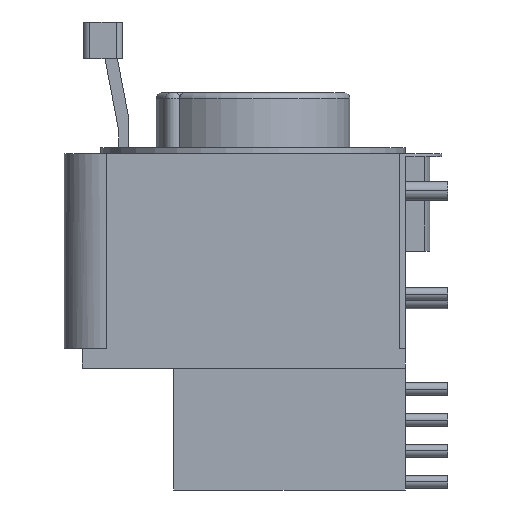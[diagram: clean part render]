
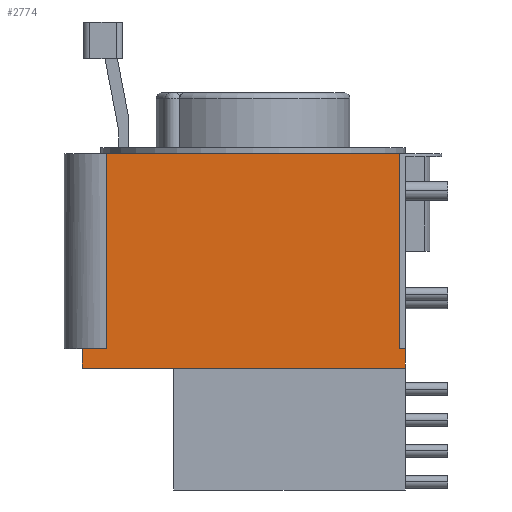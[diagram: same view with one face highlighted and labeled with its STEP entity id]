
A CAD part, left-side view. The second image highlights one B-rep face of the part: STEP entity #2774.
In plain terms, the highlighted planar face has unit normal (-1, 0, 0).
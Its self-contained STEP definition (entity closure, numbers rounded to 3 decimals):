
#216=DIRECTION('',(0.,1.,0.));
#217=VECTOR('',#216,24.);
#218=CARTESIAN_POINT('',(-13.,-12.,0.));
#219=LINE('',#218,#217);
#782=DIRECTION('',(0.,0.,-1.));
#783=VECTOR('',#782,16.);
#784=CARTESIAN_POINT('',(-13.,-12.,0.));
#785=LINE('',#784,#783);
#786=DIRECTION('',(0.,0.,-1.));
#787=VECTOR('',#786,1.6);
#788=CARTESIAN_POINT('',(-13.,-12.5,-16.));
#789=LINE('',#788,#787);
#1069=DIRECTION('',(0.,1.,0.));
#1070=VECTOR('',#1069,2.);
#1071=CARTESIAN_POINT('',(-13.,12.,-16.));
#1072=LINE('',#1071,#1070);
#1097=DIRECTION('',(0.,1.,0.));
#1098=VECTOR('',#1097,0.5);
#1099=CARTESIAN_POINT('',(-13.,-12.5,-16.));
#1100=LINE('',#1099,#1098);
#1110=DIRECTION('',(0.,0.,-1.));
#1111=VECTOR('',#1110,16.);
#1112=CARTESIAN_POINT('',(-13.,12.,0.));
#1113=LINE('',#1112,#1111);
#1132=DIRECTION('',(0.,0.,-1.));
#1133=VECTOR('',#1132,1.6);
#1134=CARTESIAN_POINT('',(-13.,14.,-16.));
#1135=LINE('',#1134,#1133);
#1148=DIRECTION('',(0.,1.,0.));
#1149=VECTOR('',#1148,26.5);
#1150=CARTESIAN_POINT('',(-13.,-12.5,-17.6));
#1151=LINE('',#1150,#1149);
#1508=CARTESIAN_POINT('',(-13.,-12.,0.));
#1509=CARTESIAN_POINT('',(-13.,12.,0.));
#1510=VERTEX_POINT('',#1508);
#1511=VERTEX_POINT('',#1509);
#1536=CARTESIAN_POINT('',(-13.,-12.5,-17.6));
#1537=CARTESIAN_POINT('',(-13.,14.,-17.6));
#1538=VERTEX_POINT('',#1536);
#1539=VERTEX_POINT('',#1537);
#1544=CARTESIAN_POINT('',(-13.,-12.5,-16.));
#1545=VERTEX_POINT('',#1544);
#1546=CARTESIAN_POINT('',(-13.,14.,-16.));
#1547=VERTEX_POINT('',#1546);
#1552=CARTESIAN_POINT('',(-13.,12.,-16.));
#1553=VERTEX_POINT('',#1552);
#1564=CARTESIAN_POINT('',(-13.,-12.,-16.));
#1565=VERTEX_POINT('',#1564);
#2752=CARTESIAN_POINT('',(-13.,-12.,0.));
#2753=DIRECTION('',(1.,0.,0.));
#2754=DIRECTION('',(0.,1.,0.));
#2755=AXIS2_PLACEMENT_3D('',#2752,#2753,#2754);
#2756=PLANE('',#2755);
#2758=ORIENTED_EDGE('',*,*,#2757,.T.);
#2760=ORIENTED_EDGE('',*,*,#2759,.F.);
#2762=ORIENTED_EDGE('',*,*,#2761,.T.);
#2764=ORIENTED_EDGE('',*,*,#2763,.T.);
#2766=ORIENTED_EDGE('',*,*,#2765,.F.);
#2768=ORIENTED_EDGE('',*,*,#2767,.F.);
#2770=ORIENTED_EDGE('',*,*,#2769,.F.);
#2771=ORIENTED_EDGE('',*,*,#1885,.F.);
#2772=EDGE_LOOP('',(#2758,#2760,#2762,#2764,#2766,#2768,#2770,#2771));
#2773=FACE_OUTER_BOUND('',#2772,.F.);
#1885=EDGE_CURVE('',#1510,#1511,#219,.T.);
#2757=EDGE_CURVE('',#1510,#1565,#785,.T.);
#2759=EDGE_CURVE('',#1545,#1565,#1100,.T.);
#2761=EDGE_CURVE('',#1545,#1538,#789,.T.);
#2763=EDGE_CURVE('',#1538,#1539,#1151,.T.);
#2765=EDGE_CURVE('',#1547,#1539,#1135,.T.);
#2767=EDGE_CURVE('',#1553,#1547,#1072,.T.);
#2769=EDGE_CURVE('',#1511,#1553,#1113,.T.);
#2774=ADVANCED_FACE('',(#2773),#2756,.F.);
